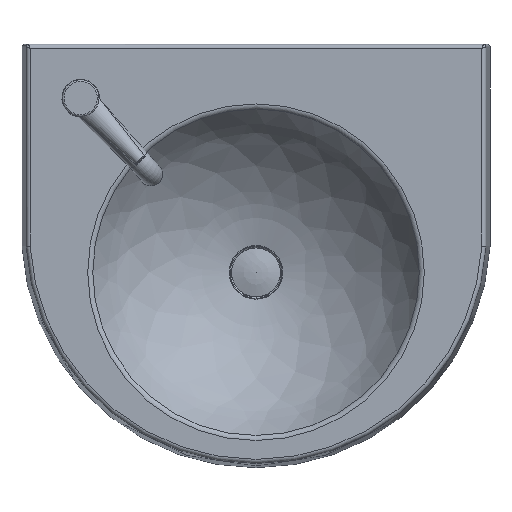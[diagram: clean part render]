
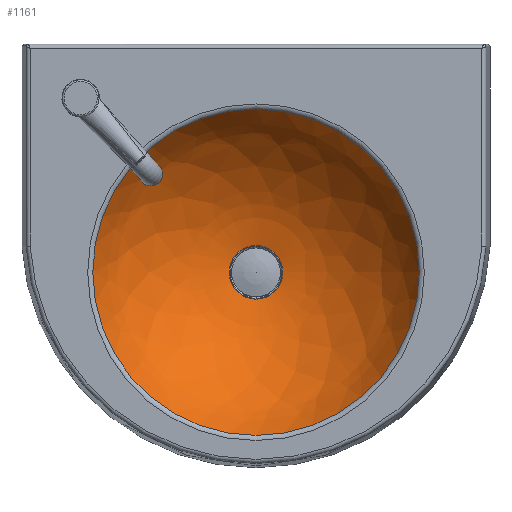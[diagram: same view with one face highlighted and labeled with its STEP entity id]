
A CAD part, top view. The second image highlights one B-rep face of the part: STEP entity #1161.
In plain terms, the highlighted free-form (B-spline) face has degree [2, 2] with [3, 9] control points.
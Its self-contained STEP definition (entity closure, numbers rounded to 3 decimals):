
#1097=CARTESIAN_POINT('',(32.928,-280.0,-27.676));
#1098=VERTEX_POINT('',#1097);
#1099=CARTESIAN_POINT('',(0.,-280.0,-27.676));
#1100=DIRECTION('',(0.0,0.0,1.0));
#1101=DIRECTION('',(-1.0,0.0,0.0));
#1102=AXIS2_PLACEMENT_3D('',#1099,#1100,#1101);
#1103=CIRCLE('',#1102,32.928);
#1104=EDGE_CURVE('',#1098,#1098,#1103,.T.);
#1112=CARTESIAN_POINT('',(200.552,-280.0,96.243));
#1113=CARTESIAN_POINT('',(146.858,-280.0,-6.457));
#1114=CARTESIAN_POINT('',(32.928,-280.0,-27.676));
#1115=CARTESIAN_POINT('',(200.552,-79.448,96.243));
#1116=CARTESIAN_POINT('',(146.858,-133.142,-6.457));
#1117=CARTESIAN_POINT('',(32.928,-247.072,-27.676));
#1118=CARTESIAN_POINT('',(0.,-79.448,96.243));
#1119=CARTESIAN_POINT('',(0.,-133.142,-6.457));
#1120=CARTESIAN_POINT('',(0.,-247.072,-27.676));
#1121=CARTESIAN_POINT('',(-200.552,-79.448,96.243));
#1122=CARTESIAN_POINT('',(-146.858,-133.142,-6.457));
#1123=CARTESIAN_POINT('',(-32.928,-247.072,-27.676));
#1124=CARTESIAN_POINT('',(-200.552,-280.0,96.243));
#1125=CARTESIAN_POINT('',(-146.858,-280.0,-6.457));
#1126=CARTESIAN_POINT('',(-32.928,-280.0,-27.676));
#1127=CARTESIAN_POINT('',(-200.552,-480.552,96.243));
#1128=CARTESIAN_POINT('',(-146.858,-426.858,-6.457));
#1129=CARTESIAN_POINT('',(-32.928,-312.928,-27.676));
#1130=CARTESIAN_POINT('',(0.,-480.552,96.243));
#1131=CARTESIAN_POINT('',(0.,-426.858,-6.457));
#1132=CARTESIAN_POINT('',(0.,-312.928,-27.676));
#1133=CARTESIAN_POINT('',(200.552,-480.552,96.243));
#1134=CARTESIAN_POINT('',(146.858,-426.858,-6.457));
#1135=CARTESIAN_POINT('',(32.928,-312.928,-27.676));
#1136=CARTESIAN_POINT('',(200.552,-280.0,96.243));
#1137=CARTESIAN_POINT('',(146.858,-280.0,-6.457));
#1138=CARTESIAN_POINT('',(32.928,-280.0,-27.676));
#1146=(BOUNDED_SURFACE()B_SPLINE_SURFACE(2,2,((#1112,#1115,#1118,#1121,#1124,#1127,#1130,#1133,#1136),(#1113,#1116,#1119,#1122,#1125,#1128,#1131,#1134,#1137),(#1114,#1117,#1120,#1123,#1126,#1129,#1132,#1135,#1138)),.UNSPECIFIED.,.F.,.T.,.U.)B_SPLINE_SURFACE_WITH_KNOTS((3,3),(3,2,2,2,3),(0.482,1.387),(0.0,1.571,3.142,4.712,6.283),.UNSPECIFIED.)GEOMETRIC_REPRESENTATION_ITEM()RATIONAL_B_SPLINE_SURFACE(((1.0,0.707,1.0,0.707,1.0,0.707,1.0,0.707,1.0),(0.899,0.636,0.899,0.636,0.899,0.636,0.899,0.636,0.899),(1.0,0.707,1.0,0.707,1.0,0.707,1.0,0.707,1.0)))REPRESENTATION_ITEM('')SURFACE());
#1147=CARTESIAN_POINT('',(0.,-480.552,96.243));
#1148=VERTEX_POINT('',#1147);
#1149=CARTESIAN_POINT('',(0.,-280.0,96.243));
#1150=DIRECTION('',(0.0,0.0,-1.0));
#1151=DIRECTION('',(0.0,1.0,0.0));
#1152=AXIS2_PLACEMENT_3D('',#1149,#1150,#1151);
#1153=CIRCLE('',#1152,200.552);
#1154=EDGE_CURVE('',#1148,#1148,#1153,.T.);
#1155=ORIENTED_EDGE('',*,*,#1154,.F.);
#1156=EDGE_LOOP('',(#1155));
#1157=FACE_OUTER_BOUND('',#1156,.T.);
#1158=ORIENTED_EDGE('',*,*,#1104,.F.);
#1159=EDGE_LOOP('',(#1158));
#1160=FACE_BOUND('',#1159,.T.);
#1161=ADVANCED_FACE('',(#1157,#1160),#1146,.F.);
